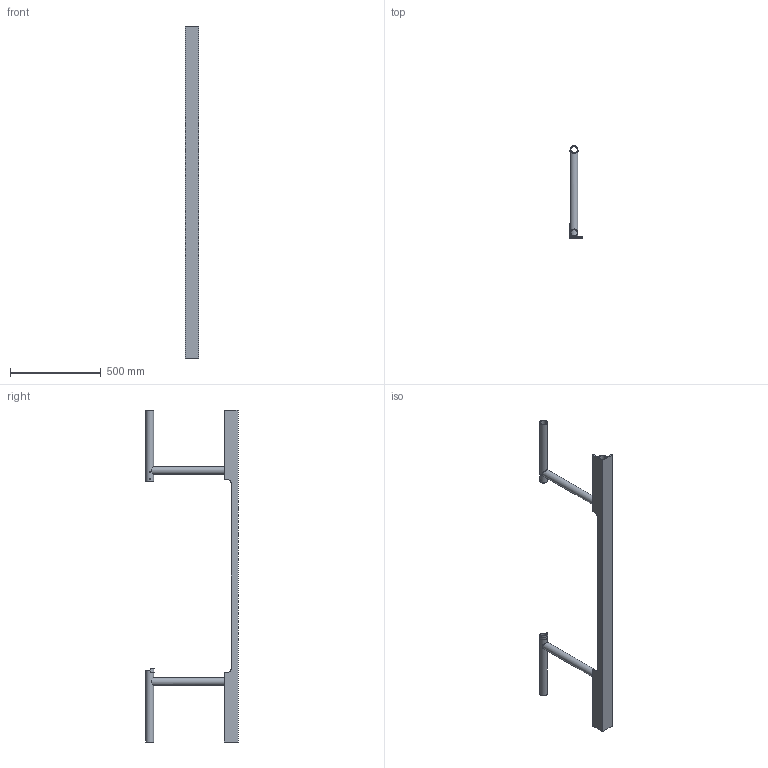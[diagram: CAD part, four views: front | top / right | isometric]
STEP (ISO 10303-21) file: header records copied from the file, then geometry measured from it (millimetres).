
FILE_DESCRIPTION(/* description */ (''),/* implementation_level */ '2;1');
FILE_NAME(/* name */ 'FE-00006_ASM_1_ASM.stp',/* time_stamp */ '2017-01-08T11:31:54-05:00',/* author */ ('jeff1'),/* organization */ (''),/* preprocessor_version */ 'ST-DEVELOPER v16.5',/* originating_system */ 'Autodesk Inventor 2017',/* authorisation */ '');
FILE_SCHEMA (('AUTOMOTIVE_DESIGN { 1 0 10303 214 3 1 1 }'));
Length unit declared in the file: inch
Products named in the file (8): FE-00006_ASM_1_ASM; FE-00006-01_1; FE-00006-03_1; FE-00006-02_1; FE-00006-10_1; FE-00006-05_1; FE-00006-08_1; FE-00006-09_1
Assembly tree (9 placements, depth 2):
  FE-00006_ASM_1_ASM
    FE-00006-01_1
    FE-00006-10_1  x2
    FE-00006-03_1
    FE-00006-02_1  x2
    FE-00006-05_1
    FE-00006-08_1
    FE-00006-09_1
Bounding box: 76.2 x 507.65 x 1828.8 mm (x, y, z)
Volume: 2739943.2 mm3; surface area: 1148456.1 mm2
Topology: 9 solids, 9 shells, 76 faces, 229 edges, 149 vertices
Faces by surface type: plane 38, cylinder 38
Full cylindrical faces by diameter (mm): 4.762 x4, 6.35 x8, 35.052 x6, 42.164 x6
Entity records: 2789 total; most frequent: CARTESIAN_POINT 1157, DIRECTION 292, ORIENTED_EDGE 260, EDGE_CURVE 130, AXIS2_PLACEMENT_3D 112, EDGE_LOOP 108, VERTEX_POINT 98, LINE 68
